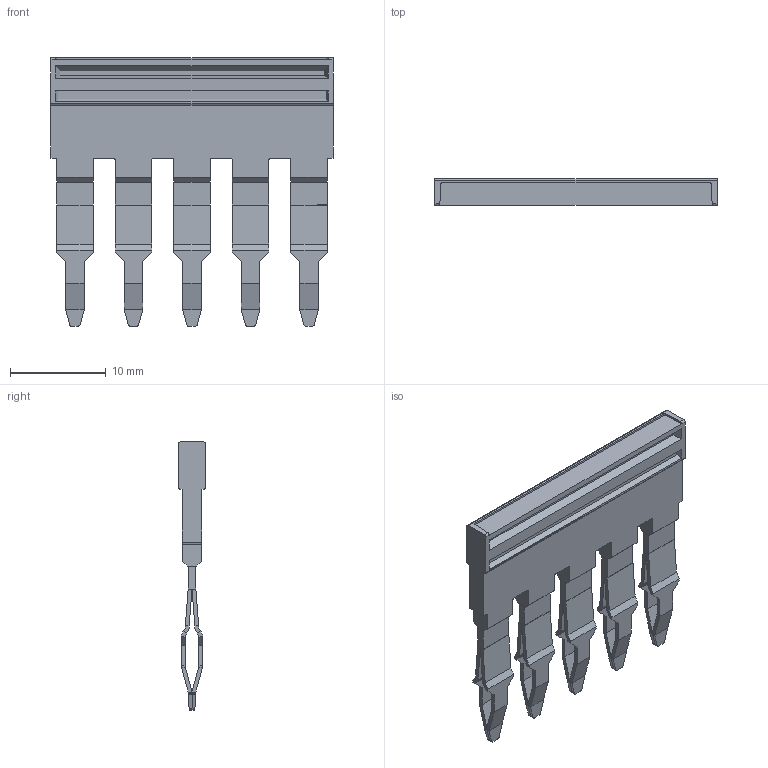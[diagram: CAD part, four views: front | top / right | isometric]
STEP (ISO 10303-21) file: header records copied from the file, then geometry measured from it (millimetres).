
FILE_DESCRIPTION(('CATIA V5 STEP Exchange','CAx-IF Rec.Pracs.--- Model Styling and Organization---1.4--- 2014-01-23'),'2;1');
FILE_NAME ('1373977-4_1', '2023-03-23T06:42:48+00:00', ('none'), ('Weidmueller'), 'CATIA Version 5-6 Release 2016 SP3 HF44', 'CATIA V5 STEP AP214', 'none');
FILE_SCHEMA(('AUTOMOTIVE_DESIGN { 1 0 10303 214 1 1 1 1 }'));
Length unit declared in the file: millimetre
Products named in the file (1): 2831830000
Bounding box: 29.4 x 2.8 x 27.95 mm (x, y, z)
Volume: 903.2 mm3; surface area: 1953.7 mm2
Topology: 6 solids, 6 shells, 456 faces, 1494 edges, 1044 vertices
Faces by surface type: plane 389, cylinder 67
Entity records: 14986 total; most frequent: ORIENTED_EDGE 2988, CARTESIAN_POINT 2950, DIRECTION 1792, EDGE_CURVE 1494, VECTOR 1324, LINE 1324, VERTEX_POINT 1044, EDGE_LOOP 460
